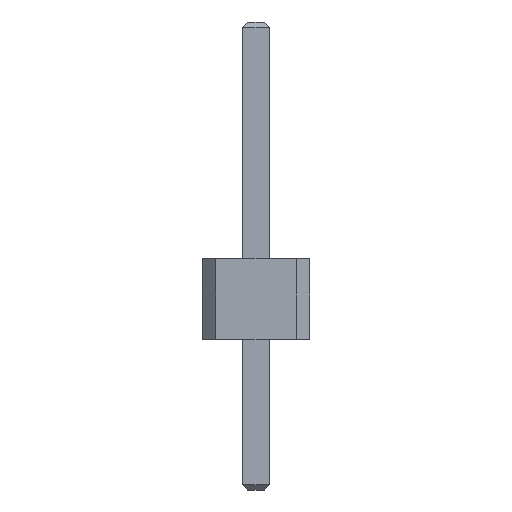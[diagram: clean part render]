
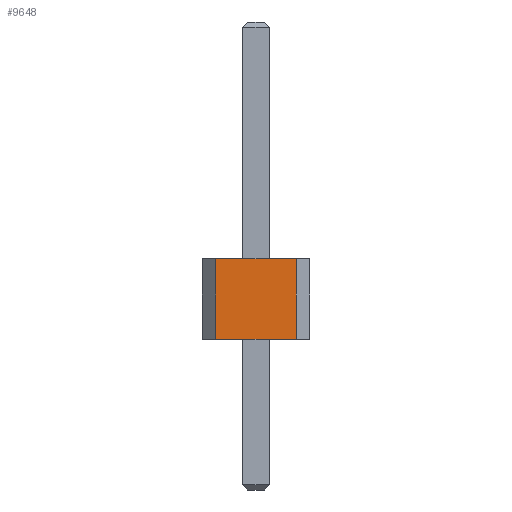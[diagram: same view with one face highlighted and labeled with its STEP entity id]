
A CAD part, front view. The second image highlights one B-rep face of the part: STEP entity #9648.
In plain terms, the highlighted planar face has unit normal (0, -1, 0).
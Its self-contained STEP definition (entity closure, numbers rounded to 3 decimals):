
#44 = PLANE('',#45);
#45 = AXIS2_PLACEMENT_3D('',#46,#47,#48);
#46 = CARTESIAN_POINT('',(-1.,0.75,0.));
#47 = DIRECTION('',(0.,0.,-1.));
#48 = DIRECTION('',(0.,1.,0.));
#100 = PLANE('',#101);
#101 = AXIS2_PLACEMENT_3D('',#102,#103,#104);
#102 = CARTESIAN_POINT('',(-1.,0.75,1.5));
#103 = DIRECTION('',(0.,0.,-1.));
#104 = DIRECTION('',(-1.,0.,0.));
#1337 = VERTEX_POINT('',#1338);
#1338 = CARTESIAN_POINT('',(0.75,-27.,0.));
#1352 = PLANE('',#1353);
#1353 = AXIS2_PLACEMENT_3D('',#1354,#1355,#1356);
#1354 = CARTESIAN_POINT('',(0.875,-26.875,0.));
#1355 = DIRECTION('',(0.707,-0.707,0.));
#1356 = DIRECTION('',(0.,0.,-1.));
#1364 = EDGE_CURVE('',#1365,#1337,#1367,.T.);
#1365 = VERTEX_POINT('',#1366);
#1366 = CARTESIAN_POINT('',(-0.75,-27.,0.));
#1367 = SURFACE_CURVE('',#1368,(#1372,#1379),.PCURVE_S1.);
#1368 = LINE('',#1369,#1370);
#1369 = CARTESIAN_POINT('',(-1.,-27.,0.));
#1370 = VECTOR('',#1371,1.);
#1371 = DIRECTION('',(1.,0.,0.));
#1372 = PCURVE('',#44,#1373);
#1373 = DEFINITIONAL_REPRESENTATION('',(#1374),#1378);
#1374 = LINE('',#1375,#1376);
#1375 = CARTESIAN_POINT('',(-27.75,0.));
#1376 = VECTOR('',#1377,1.);
#1377 = DIRECTION('',(0.,1.));
#1378 = ( GEOMETRIC_REPRESENTATION_CONTEXT(2) 
PARAMETRIC_REPRESENTATION_CONTEXT() REPRESENTATION_CONTEXT('2D SPACE',''
  ) );
#1379 = PCURVE('',#1380,#1385);
#1380 = PLANE('',#1381);
#1381 = AXIS2_PLACEMENT_3D('',#1382,#1383,#1384);
#1382 = CARTESIAN_POINT('',(-1.,-27.,0.));
#1383 = DIRECTION('',(0.,1.,0.));
#1384 = DIRECTION('',(1.,0.,0.));
#1385 = DEFINITIONAL_REPRESENTATION('',(#1386),#1390);
#1386 = LINE('',#1387,#1388);
#1387 = CARTESIAN_POINT('',(0.,0.));
#1388 = VECTOR('',#1389,1.);
#1389 = DIRECTION('',(1.,0.));
#1390 = ( GEOMETRIC_REPRESENTATION_CONTEXT(2) 
PARAMETRIC_REPRESENTATION_CONTEXT() REPRESENTATION_CONTEXT('2D SPACE',''
  ) );
#1408 = PLANE('',#1409);
#1409 = AXIS2_PLACEMENT_3D('',#1410,#1411,#1412);
#1410 = CARTESIAN_POINT('',(-0.875,-26.875,0.));
#1411 = DIRECTION('',(-0.707,-0.707,0.));
#1412 = DIRECTION('',(0.,0.,-1.));
#5042 = VERTEX_POINT('',#5043);
#5043 = CARTESIAN_POINT('',(0.75,-27.,1.5));
#5064 = EDGE_CURVE('',#5065,#5042,#5067,.T.);
#5065 = VERTEX_POINT('',#5066);
#5066 = CARTESIAN_POINT('',(-0.75,-27.,1.5));
#5067 = SURFACE_CURVE('',#5068,(#5072,#5079),.PCURVE_S1.);
#5068 = LINE('',#5069,#5070);
#5069 = CARTESIAN_POINT('',(-1.,-27.,1.5));
#5070 = VECTOR('',#5071,1.);
#5071 = DIRECTION('',(1.,0.,0.));
#5072 = PCURVE('',#100,#5073);
#5073 = DEFINITIONAL_REPRESENTATION('',(#5074),#5078);
#5074 = LINE('',#5075,#5076);
#5075 = CARTESIAN_POINT('',(0.,-27.75));
#5076 = VECTOR('',#5077,1.);
#5077 = DIRECTION('',(-1.,0.));
#5078 = ( GEOMETRIC_REPRESENTATION_CONTEXT(2) 
PARAMETRIC_REPRESENTATION_CONTEXT() REPRESENTATION_CONTEXT('2D SPACE',''
  ) );
#5079 = PCURVE('',#1380,#5080);
#5080 = DEFINITIONAL_REPRESENTATION('',(#5081),#5085);
#5081 = LINE('',#5082,#5083);
#5082 = CARTESIAN_POINT('',(0.,-1.5));
#5083 = VECTOR('',#5084,1.);
#5084 = DIRECTION('',(1.,0.));
#5085 = ( GEOMETRIC_REPRESENTATION_CONTEXT(2) 
PARAMETRIC_REPRESENTATION_CONTEXT() REPRESENTATION_CONTEXT('2D SPACE',''
  ) );
#9628 = EDGE_CURVE('',#1365,#5065,#9629,.T.);
#9629 = SURFACE_CURVE('',#9630,(#9634,#9641),.PCURVE_S1.);
#9630 = LINE('',#9631,#9632);
#9631 = CARTESIAN_POINT('',(-0.75,-27.,0.));
#9632 = VECTOR('',#9633,1.);
#9633 = DIRECTION('',(0.,0.,1.));
#9634 = PCURVE('',#1408,#9635);
#9635 = DEFINITIONAL_REPRESENTATION('',(#9636),#9640);
#9636 = LINE('',#9637,#9638);
#9637 = CARTESIAN_POINT('',(0.,0.177));
#9638 = VECTOR('',#9639,1.);
#9639 = DIRECTION('',(-1.,0.));
#9640 = ( GEOMETRIC_REPRESENTATION_CONTEXT(2) 
PARAMETRIC_REPRESENTATION_CONTEXT() REPRESENTATION_CONTEXT('2D SPACE',''
  ) );
#9641 = PCURVE('',#1380,#9642);
#9642 = DEFINITIONAL_REPRESENTATION('',(#9643),#9647);
#9643 = LINE('',#9644,#9645);
#9644 = CARTESIAN_POINT('',(0.25,0.));
#9645 = VECTOR('',#9646,1.);
#9646 = DIRECTION('',(0.,-1.));
#9647 = ( GEOMETRIC_REPRESENTATION_CONTEXT(2) 
PARAMETRIC_REPRESENTATION_CONTEXT() REPRESENTATION_CONTEXT('2D SPACE',''
  ) );
#9648 = ADVANCED_FACE('',(#9649),#1380,.F.);
#9649 = FACE_BOUND('',#9650,.F.);
#9650 = EDGE_LOOP('',(#9651,#9652,#9653,#9654));
#9651 = ORIENTED_EDGE('',*,*,#1364,.F.);
#9652 = ORIENTED_EDGE('',*,*,#9628,.T.);
#9653 = ORIENTED_EDGE('',*,*,#5064,.T.);
#9654 = ORIENTED_EDGE('',*,*,#9655,.F.);
#9655 = EDGE_CURVE('',#1337,#5042,#9656,.T.);
#9656 = SURFACE_CURVE('',#9657,(#9661,#9668),.PCURVE_S1.);
#9657 = LINE('',#9658,#9659);
#9658 = CARTESIAN_POINT('',(0.75,-27.,0.));
#9659 = VECTOR('',#9660,1.);
#9660 = DIRECTION('',(0.,0.,1.));
#9661 = PCURVE('',#1380,#9662);
#9662 = DEFINITIONAL_REPRESENTATION('',(#9663),#9667);
#9663 = LINE('',#9664,#9665);
#9664 = CARTESIAN_POINT('',(1.75,0.));
#9665 = VECTOR('',#9666,1.);
#9666 = DIRECTION('',(0.,-1.));
#9667 = ( GEOMETRIC_REPRESENTATION_CONTEXT(2) 
PARAMETRIC_REPRESENTATION_CONTEXT() REPRESENTATION_CONTEXT('2D SPACE',''
  ) );
#9668 = PCURVE('',#1352,#9669);
#9669 = DEFINITIONAL_REPRESENTATION('',(#9670),#9674);
#9670 = LINE('',#9671,#9672);
#9671 = CARTESIAN_POINT('',(0.,-0.177));
#9672 = VECTOR('',#9673,1.);
#9673 = DIRECTION('',(-1.,0.));
#9674 = ( GEOMETRIC_REPRESENTATION_CONTEXT(2) 
PARAMETRIC_REPRESENTATION_CONTEXT() REPRESENTATION_CONTEXT('2D SPACE',''
  ) );
